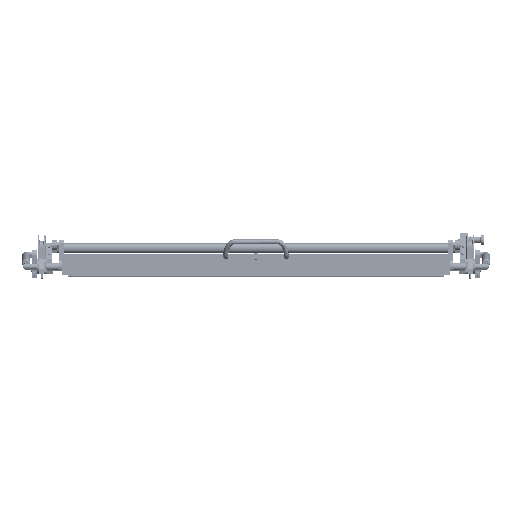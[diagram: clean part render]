
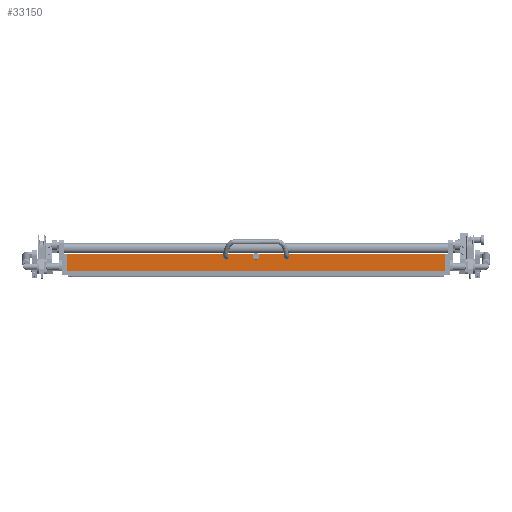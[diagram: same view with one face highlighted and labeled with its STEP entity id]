
A CAD part, top view. The second image highlights one B-rep face of the part: STEP entity #33150.
In plain terms, the highlighted planar face has unit normal (0, 0, 1).
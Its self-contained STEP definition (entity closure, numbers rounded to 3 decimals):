
#1025 = EDGE_CURVE ( 'NONE', #18074, #25015, #65754, .T. ) ;
#1619 = VERTEX_POINT ( 'NONE', #4886 ) ;
#2519 = EDGE_LOOP ( 'NONE', ( #60211, #57024 ) ) ;
#4126 = DIRECTION ( 'NONE',  ( 0., 0., -1. ) ) ;
#4833 = VECTOR ( 'NONE', #86151, 1000. ) ;
#4886 = CARTESIAN_POINT ( 'NONE',  ( 313.35, 28., 0. ) ) ;
#4982 = CARTESIAN_POINT ( 'NONE',  ( 752.2, 0., 0. ) ) ;
#6466 = FACE_BOUND ( 'NONE', #8109, .T. ) ;
#7589 = DIRECTION ( 'NONE',  ( 1., 0., 0. ) ) ;
#8109 = EDGE_LOOP ( 'NONE', ( #33300, #82287 ) ) ;
#12473 = CARTESIAN_POINT ( 'NONE',  ( 376.1, 29.5, 0. ) ) ;
#12694 = VERTEX_POINT ( 'NONE', #20984 ) ;
#13767 = CARTESIAN_POINT ( 'NONE',  ( 0., 35., 0. ) ) ;
#14615 = ORIENTED_EDGE ( 'NONE', *, *, #20867, .T. ) ;
#15919 = CIRCLE ( 'NONE', #20285, 2.75 ) ;
#16242 = CARTESIAN_POINT ( 'NONE',  ( 0., 35., 0. ) ) ;
#18074 = VERTEX_POINT ( 'NONE', #37281 ) ;
#18518 = VECTOR ( 'NONE', #33206, 1000. ) ;
#19745 = DIRECTION ( 'NONE',  ( 0., 0., 1. ) ) ;
#20266 = EDGE_CURVE ( 'NONE', #61434, #1619, #64623, .T. ) ;
#20285 = AXIS2_PLACEMENT_3D ( 'NONE', #44600, #32355, #60031 ) ;
#20867 = EDGE_CURVE ( 'NONE', #41195, #89557, #46159, .T. ) ;
#20984 = CARTESIAN_POINT ( 'NONE',  ( 438.85, 28., 0. ) ) ;
#21252 = EDGE_LOOP ( 'NONE', ( #29236, #34733 ) ) ;
#22278 = AXIS2_PLACEMENT_3D ( 'NONE', #64215, #42908, #70605 ) ;
#23340 = CARTESIAN_POINT ( 'NONE',  ( 0., 0., 0. ) ) ;
#24106 = EDGE_CURVE ( 'NONE', #43082, #68083, #53117, .T. ) ;
#24793 = DIRECTION ( 'NONE',  ( 0., 0., -1. ) ) ;
#24905 = CIRCLE ( 'NONE', #65475, 2.75 ) ;
#25015 = VERTEX_POINT ( 'NONE', #27378 ) ;
#25247 = CARTESIAN_POINT ( 'NONE',  ( 436.1, 28., 0. ) ) ;
#26848 = CARTESIAN_POINT ( 'NONE',  ( 752.2, 35., 0. ) ) ;
#27378 = CARTESIAN_POINT ( 'NONE',  ( 380.35, 29.5, 0. ) ) ;
#29198 = FACE_BOUND ( 'NONE', #21252, .T. ) ;
#29236 = ORIENTED_EDGE ( 'NONE', *, *, #71334, .T. ) ;
#29639 = CIRCLE ( 'NONE', #58651, 4.25 ) ;
#30537 = DIRECTION ( 'NONE',  ( -1., 0., 0. ) ) ;
#30963 = CARTESIAN_POINT ( 'NONE',  ( 752.2, 0., 0. ) ) ;
#32355 = DIRECTION ( 'NONE',  ( 0., 0., -1. ) ) ;
#33150 = ADVANCED_FACE ( 'NONE', ( #76408, #29198, #6466, #49599 ), #69611, .F. ) ;
#33206 = DIRECTION ( 'NONE',  ( 0., 1., 0. ) ) ;
#33300 = ORIENTED_EDGE ( 'NONE', *, *, #57775, .F. ) ;
#34733 = ORIENTED_EDGE ( 'NONE', *, *, #20266, .T. ) ;
#36747 = ORIENTED_EDGE ( 'NONE', *, *, #24106, .T. ) ;
#37281 = CARTESIAN_POINT ( 'NONE',  ( 371.85, 29.5, 0. ) ) ;
#37377 = EDGE_CURVE ( 'NONE', #12694, #37525, #24905, .T. ) ;
#37525 = VERTEX_POINT ( 'NONE', #74729 ) ;
#39675 = EDGE_CURVE ( 'NONE', #68083, #41195, #54066, .T. ) ;
#41195 = VERTEX_POINT ( 'NONE', #26848 ) ;
#41475 = DIRECTION ( 'NONE',  ( 0., 0., -1. ) ) ;
#41778 = AXIS2_PLACEMENT_3D ( 'NONE', #13767, #41475, #56861 ) ;
#42448 = LINE ( 'NONE', #23340, #43993 ) ;
#42573 = CIRCLE ( 'NONE', #22278, 2.75 ) ;
#42908 = DIRECTION ( 'NONE',  ( 0., 0., -1. ) ) ;
#43082 = VERTEX_POINT ( 'NONE', #46474 ) ;
#43993 = VECTOR ( 'NONE', #73277, 1000. ) ;
#44600 = CARTESIAN_POINT ( 'NONE',  ( 316.1, 28., 0. ) ) ;
#46159 = LINE ( 'NONE', #58432, #4833 ) ;
#46474 = CARTESIAN_POINT ( 'NONE',  ( 0., 0., 0. ) ) ;
#49599 = FACE_OUTER_BOUND ( 'NONE', #58586, .T. ) ;
#53117 = LINE ( 'NONE', #89038, #66476 ) ;
#54066 = LINE ( 'NONE', #4982, #18518 ) ;
#54928 = DIRECTION ( 'NONE',  ( 1., 0., 0. ) ) ;
#56861 = DIRECTION ( 'NONE',  ( -1., 0., 0. ) ) ;
#57024 = ORIENTED_EDGE ( 'NONE', *, *, #37377, .T. ) ;
#57775 = EDGE_CURVE ( 'NONE', #25015, #18074, #29639, .T. ) ;
#58432 = CARTESIAN_POINT ( 'NONE',  ( 0., 35., 0. ) ) ;
#58586 = EDGE_LOOP ( 'NONE', ( #80645, #36747, #73914, #14615 ) ) ;
#58651 = AXIS2_PLACEMENT_3D ( 'NONE', #77100, #82188, #7589 ) ;
#58858 = AXIS2_PLACEMENT_3D ( 'NONE', #71387, #4126, #30537 ) ;
#60031 = DIRECTION ( 'NONE',  ( -1., 0., 0. ) ) ;
#60211 = ORIENTED_EDGE ( 'NONE', *, *, #63936, .T. ) ;
#61434 = VERTEX_POINT ( 'NONE', #80847 ) ;
#63936 = EDGE_CURVE ( 'NONE', #37525, #12694, #42573, .T. ) ;
#63983 = EDGE_CURVE ( 'NONE', #89557, #43082, #42448, .T. ) ;
#64215 = CARTESIAN_POINT ( 'NONE',  ( 436.1, 28., 0. ) ) ;
#64623 = CIRCLE ( 'NONE', #58858, 2.75 ) ;
#65475 = AXIS2_PLACEMENT_3D ( 'NONE', #25247, #24793, #80188 ) ;
#65754 = CIRCLE ( 'NONE', #70172, 4.25 ) ;
#66476 = VECTOR ( 'NONE', #54928, 1000. ) ;
#68083 = VERTEX_POINT ( 'NONE', #30963 ) ;
#69611 = PLANE ( 'NONE',  #41778 ) ;
#70172 = AXIS2_PLACEMENT_3D ( 'NONE', #12473, #19745, #81485 ) ;
#70605 = DIRECTION ( 'NONE',  ( -1., 0., 0. ) ) ;
#71334 = EDGE_CURVE ( 'NONE', #1619, #61434, #15919, .T. ) ;
#71387 = CARTESIAN_POINT ( 'NONE',  ( 316.1, 28., 0. ) ) ;
#73277 = DIRECTION ( 'NONE',  ( 0., -1., 0. ) ) ;
#73914 = ORIENTED_EDGE ( 'NONE', *, *, #39675, .T. ) ;
#74729 = CARTESIAN_POINT ( 'NONE',  ( 433.35, 28., 0. ) ) ;
#76408 = FACE_BOUND ( 'NONE', #2519, .T. ) ;
#77100 = CARTESIAN_POINT ( 'NONE',  ( 376.1, 29.5, 0. ) ) ;
#80188 = DIRECTION ( 'NONE',  ( -1., 0., 0. ) ) ;
#80645 = ORIENTED_EDGE ( 'NONE', *, *, #63983, .T. ) ;
#80847 = CARTESIAN_POINT ( 'NONE',  ( 318.85, 28., 0. ) ) ;
#81485 = DIRECTION ( 'NONE',  ( 1., 0., 0. ) ) ;
#82188 = DIRECTION ( 'NONE',  ( 0., 0., 1. ) ) ;
#82287 = ORIENTED_EDGE ( 'NONE', *, *, #1025, .F. ) ;
#86151 = DIRECTION ( 'NONE',  ( -1., 0., 0. ) ) ;
#89038 = CARTESIAN_POINT ( 'NONE',  ( 0., 0., 0. ) ) ;
#89557 = VERTEX_POINT ( 'NONE', #16242 ) ;
